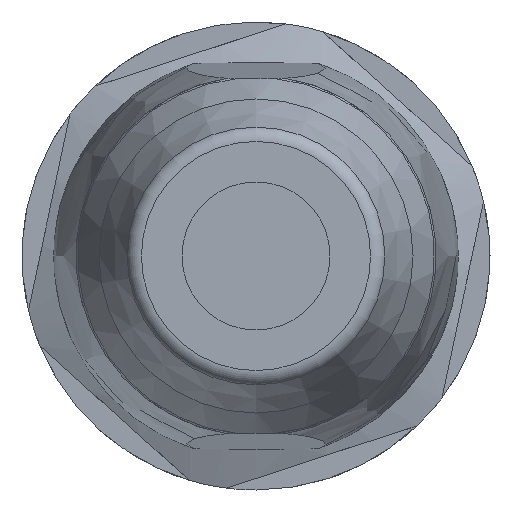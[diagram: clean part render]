
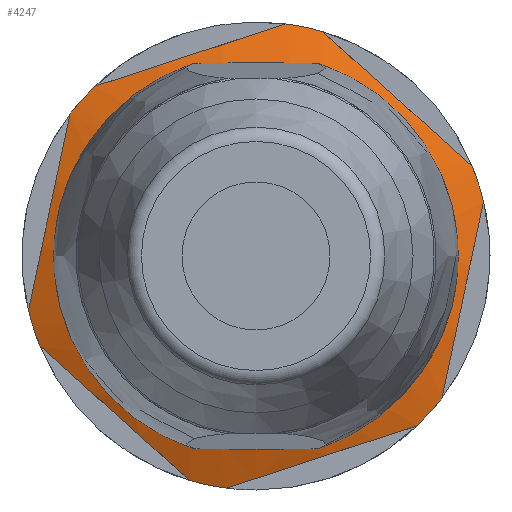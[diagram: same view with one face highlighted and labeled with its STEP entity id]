
A CAD part, left-side view. The second image highlights one B-rep face of the part: STEP entity #4247.
In plain terms, the highlighted conical face has half-angle 70 degrees and reference radius 6.375 mm.
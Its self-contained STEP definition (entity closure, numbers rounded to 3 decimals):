
#417=B_SPLINE_CURVE_WITH_KNOTS('',3,(#5625,#5626,#5627,#5628,#5629),
 .UNSPECIFIED.,.F.,.U.,(4,1,4),(0.,0.003,
0.007),.UNSPECIFIED.);
#418=B_SPLINE_CURVE_WITH_KNOTS('',3,(#5642,#5643,#5644,#5645,#5646),
 .UNSPECIFIED.,.F.,.U.,(4,1,4),(0.,0.003,
0.007),.UNSPECIFIED.);
#419=B_SPLINE_CURVE_WITH_KNOTS('',3,(#5650,#5651,#5652,#5653,#5654),
 .UNSPECIFIED.,.F.,.U.,(4,1,4),(0.,0.003,
0.007),.UNSPECIFIED.);
#420=B_SPLINE_CURVE_WITH_KNOTS('',3,(#5658,#5659,#5660,#5661,#5662),
 .UNSPECIFIED.,.F.,.U.,(4,1,4),(0.,0.003,
0.007),.UNSPECIFIED.);
#421=B_SPLINE_CURVE_WITH_KNOTS('',3,(#5667,#5668,#5669,#5670,#5671),
 .UNSPECIFIED.,.F.,.U.,(4,1,4),(0.,0.003,
0.007),.UNSPECIFIED.);
#422=B_SPLINE_CURVE_WITH_KNOTS('',3,(#5675,#5676,#5677,#5678,#5679),
 .UNSPECIFIED.,.F.,.U.,(4,1,4),(0.,0.003,
0.007),.UNSPECIFIED.);
#499=CIRCLE('',#4544,6.375);
#500=CIRCLE('',#4545,7.75);
#501=CIRCLE('',#4546,7.75);
#502=CIRCLE('',#4547,7.75);
#503=CIRCLE('',#4548,7.75);
#504=CIRCLE('',#4549,7.75);
#505=CIRCLE('',#4550,7.75);
#797=VERTEX_POINT('',#5630);
#798=VERTEX_POINT('',#5631);
#801=VERTEX_POINT('',#5639);
#802=VERTEX_POINT('',#5640);
#803=VERTEX_POINT('',#5647);
#804=VERTEX_POINT('',#5649);
#805=VERTEX_POINT('',#5655);
#806=VERTEX_POINT('',#5657);
#807=VERTEX_POINT('',#5663);
#808=VERTEX_POINT('',#5666);
#809=VERTEX_POINT('',#5672);
#810=VERTEX_POINT('',#5674);
#811=VERTEX_POINT('',#5680);
#812=VERTEX_POINT('',#5682);
#1067=VECTOR('',#6917,1.);
#1413=LINE('',#5638,#1067);
#1939=EDGE_CURVE('',#797,#798,#417,.T.);
#1943=EDGE_CURVE('',#801,#802,#1413,.T.);
#1944=EDGE_CURVE('',#802,#802,#499,.T.);
#1945=EDGE_CURVE('',#801,#803,#418,.T.);
#1946=EDGE_CURVE('',#804,#803,#500,.T.);
#1947=EDGE_CURVE('',#804,#805,#419,.T.);
#1948=EDGE_CURVE('',#806,#805,#501,.T.);
#1949=EDGE_CURVE('',#806,#807,#420,.T.);
#1950=EDGE_CURVE('',#797,#807,#502,.T.);
#1951=EDGE_CURVE('',#808,#798,#503,.T.);
#1952=EDGE_CURVE('',#808,#809,#421,.T.);
#1953=EDGE_CURVE('',#810,#809,#504,.T.);
#1954=EDGE_CURVE('',#810,#811,#422,.T.);
#1955=EDGE_CURVE('',#812,#811,#505,.T.);
#1956=EDGE_CURVE('',#812,#801,#418,.T.);
#2619=ORIENTED_EDGE('',*,*,#1943,.T.);
#2620=ORIENTED_EDGE('',*,*,#1944,.T.);
#2621=ORIENTED_EDGE('',*,*,#1943,.F.);
#2622=ORIENTED_EDGE('',*,*,#1945,.T.);
#2623=ORIENTED_EDGE('',*,*,#1946,.F.);
#2624=ORIENTED_EDGE('',*,*,#1947,.T.);
#2625=ORIENTED_EDGE('',*,*,#1948,.F.);
#2626=ORIENTED_EDGE('',*,*,#1949,.T.);
#2627=ORIENTED_EDGE('',*,*,#1950,.F.);
#2628=ORIENTED_EDGE('',*,*,#1939,.T.);
#2629=ORIENTED_EDGE('',*,*,#1951,.F.);
#2630=ORIENTED_EDGE('',*,*,#1952,.T.);
#2631=ORIENTED_EDGE('',*,*,#1953,.F.);
#2632=ORIENTED_EDGE('',*,*,#1954,.T.);
#2633=ORIENTED_EDGE('',*,*,#1955,.F.);
#2634=ORIENTED_EDGE('',*,*,#1956,.T.);
#3765=EDGE_LOOP('',(#2619,#2620,#2621,#2622,#2623,#2624,#2625,#2626,#2627,
#2628,#2629,#2630,#2631,#2632,#2633,#2634));
#4006=FACE_BOUND('',#3765,.T.);
#4247=ADVANCED_FACE('',(#4006),#7771,.T.);
#4543=AXIS2_PLACEMENT_3D('',#5637,#6915,#6916);
#4544=AXIS2_PLACEMENT_3D('',#5641,#6918,#6919);
#4545=AXIS2_PLACEMENT_3D('',#5648,#6920,#6921);
#4546=AXIS2_PLACEMENT_3D('',#5656,#6922,#6923);
#4547=AXIS2_PLACEMENT_3D('',#5664,#6924,#6925);
#4548=AXIS2_PLACEMENT_3D('',#5665,#6926,#6927);
#4549=AXIS2_PLACEMENT_3D('',#5673,#6928,#6929);
#4550=AXIS2_PLACEMENT_3D('',#5681,#6930,#6931);
#5625=CARTESIAN_POINT('',(-11.2,-0.988,7.687));
#5626=CARTESIAN_POINT('',(-11.373,0.066,7.342));
#5627=CARTESIAN_POINT('',(-11.572,2.174,6.654));
#5628=CARTESIAN_POINT('',(-11.373,4.282,5.965));
#5629=CARTESIAN_POINT('',(-11.2,5.335,5.621));
#5630=CARTESIAN_POINT('',(-11.2,-0.988,7.687));
#5631=CARTESIAN_POINT('',(-11.2,5.335,5.621));
#5637=CARTESIAN_POINT('',(-11.7,0.,0.));
#5638=CARTESIAN_POINT('',(-11.25,0.,-7.612));
#5639=CARTESIAN_POINT('',(-11.34,0.,-7.364));
#5640=CARTESIAN_POINT('',(-11.7,0.,-6.375));
#5641=CARTESIAN_POINT('',(-11.7,0.,0.));
#5642=CARTESIAN_POINT('',(-11.2,0.988,-7.687));
#5643=CARTESIAN_POINT('',(-11.373,-0.066,-7.342));
#5644=CARTESIAN_POINT('',(-11.572,-2.174,-6.654));
#5645=CARTESIAN_POINT('',(-11.373,-4.282,-5.965));
#5646=CARTESIAN_POINT('',(-11.2,-5.335,-5.621));
#5647=CARTESIAN_POINT('',(-11.2,-5.335,-5.621));
#5648=CARTESIAN_POINT('',(-11.2,0.,0.));
#5649=CARTESIAN_POINT('',(-11.2,-6.163,-4.699));
#5650=CARTESIAN_POINT('',(-11.2,-6.163,-4.699));
#5651=CARTESIAN_POINT('',(-11.373,-6.392,-3.614));
#5652=CARTESIAN_POINT('',(-11.572,-6.849,-1.444));
#5653=CARTESIAN_POINT('',(-11.373,-7.307,0.725));
#5654=CARTESIAN_POINT('',(-11.2,-7.536,1.81));
#5655=CARTESIAN_POINT('',(-11.2,-7.536,1.81));
#5656=CARTESIAN_POINT('',(-11.2,0.,0.));
#5657=CARTESIAN_POINT('',(-11.2,-7.151,2.988));
#5658=CARTESIAN_POINT('',(-11.2,-7.151,2.988));
#5659=CARTESIAN_POINT('',(-11.373,-6.326,3.728));
#5660=CARTESIAN_POINT('',(-11.572,-4.676,5.21));
#5661=CARTESIAN_POINT('',(-11.373,-3.025,6.691));
#5662=CARTESIAN_POINT('',(-11.2,-2.2,7.431));
#5663=CARTESIAN_POINT('',(-11.2,-2.2,7.431));
#5664=CARTESIAN_POINT('',(-11.2,0.,0.));
#5665=CARTESIAN_POINT('',(-11.2,0.,0.));
#5666=CARTESIAN_POINT('',(-11.2,6.163,4.699));
#5667=CARTESIAN_POINT('',(-11.2,6.163,4.699));
#5668=CARTESIAN_POINT('',(-11.373,6.392,3.614));
#5669=CARTESIAN_POINT('',(-11.572,6.849,1.444));
#5670=CARTESIAN_POINT('',(-11.373,7.307,-0.725));
#5671=CARTESIAN_POINT('',(-11.2,7.536,-1.81));
#5672=CARTESIAN_POINT('',(-11.2,7.536,-1.81));
#5673=CARTESIAN_POINT('',(-11.2,0.,0.));
#5674=CARTESIAN_POINT('',(-11.2,7.151,-2.988));
#5675=CARTESIAN_POINT('',(-11.2,7.151,-2.988));
#5676=CARTESIAN_POINT('',(-11.373,6.326,-3.728));
#5677=CARTESIAN_POINT('',(-11.572,4.676,-5.21));
#5678=CARTESIAN_POINT('',(-11.373,3.025,-6.691));
#5679=CARTESIAN_POINT('',(-11.2,2.2,-7.431));
#5680=CARTESIAN_POINT('',(-11.2,2.2,-7.431));
#5681=CARTESIAN_POINT('',(-11.2,0.,0.));
#5682=CARTESIAN_POINT('',(-11.2,0.988,-7.687));
#6915=DIRECTION('',(1.,0.,0.));
#6916=DIRECTION('',(0.,0.,-6.375));
#6917=DIRECTION('',(-0.342,0.,0.94));
#6918=DIRECTION('',(1.,0.,0.));
#6919=DIRECTION('',(0.,0.,-6.375));
#6920=DIRECTION('',(1.,0.,0.));
#6921=DIRECTION('',(0.,0.,-7.75));
#6922=DIRECTION('',(1.,0.,0.));
#6923=DIRECTION('',(0.,0.,-7.75));
#6924=DIRECTION('',(1.,0.,0.));
#6925=DIRECTION('',(0.,0.,-7.75));
#6926=DIRECTION('',(1.,0.,0.));
#6927=DIRECTION('',(0.,0.,-7.75));
#6928=DIRECTION('',(1.,0.,0.));
#6929=DIRECTION('',(0.,0.,-7.75));
#6930=DIRECTION('',(1.,0.,0.));
#6931=DIRECTION('',(0.,0.,-7.75));
#7771=CONICAL_SURFACE('',#4543,6.375,1.222);
